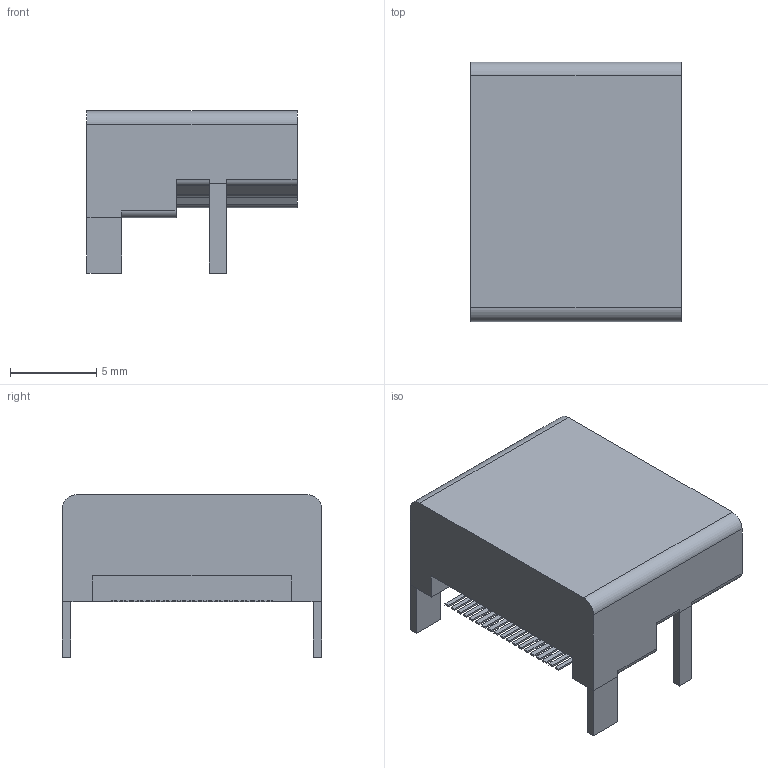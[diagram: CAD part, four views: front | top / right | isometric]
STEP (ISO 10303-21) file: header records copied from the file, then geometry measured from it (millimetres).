
FILE_DESCRIPTION(('FreeCAD Model'),'2;1');
FILE_NAME('hdmi-connector.step', '2015-02-05T23:21:49',('FreeCAD'),('FreeCAD'), 'Open CASCADE STEP processor 6.7','FreeCAD','Unknown');
FILE_SCHEMA(('AUTOMOTIVE_DESIGN_CC2 { 1 2 10303 214 -1 1 5 4 }'));
Length unit declared in the file: millimetre
Products named in the file (1): Chamfer
Bounding box: 12.15 x 15 x 9.38 mm (x, y, z)
Volume: 641.3 mm3; surface area: 1111.4 mm2
Topology: 1 solids, 1 shells, 171 faces, 459 edges, 292 vertices
Faces by surface type: plane 151, cylinder 20
Entity records: 11256 total; most frequent: CARTESIAN_POINT 1943, DIRECTION 1744, LINE 1297, VECTOR 1297, ORIENTED_EDGE 918, PCURVE 918, DEFINITIONAL_REPRESENTATION 918, EDGE_CURVE 459
